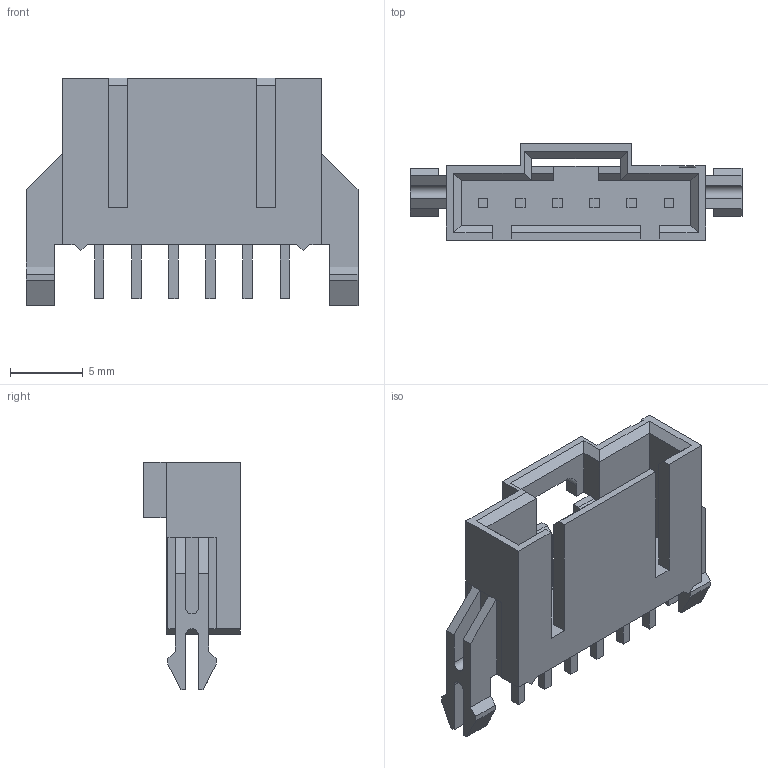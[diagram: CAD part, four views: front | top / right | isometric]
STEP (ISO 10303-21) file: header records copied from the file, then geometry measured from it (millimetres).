
FILE_DESCRIPTION((''),'2;1');
FILE_NAME('705410005','2014-04-18T',('me'),(''),'PRO/ENGINEER BY PARAMETRIC TECHNOLOGY CORPORATION, 2011490','PRO/ENGINEER BY PARAMETRIC TECHNOLOGY CORPORATION, 2011490','');
FILE_SCHEMA(('CONFIG_CONTROL_DESIGN'));
Length unit declared in the file: inch
Products named in the file (1): 705410005
Bounding box: 22.76 x 6.6 x 15.62 mm (x, y, z)
Volume: 652.1 mm3; surface area: 1376.3 mm2
Topology: 1 solids, 1 shells, 175 faces, 485 edges, 322 vertices
Faces by surface type: plane 169, cylinder 6
Entity records: 5514 total; most frequent: CARTESIAN_POINT 968, ORIENTED_EDGE 938, DIRECTION 869, EDGE_CURVE 469, VECTOR 455, LINE 455, VERTEX_POINT 306, AXIS2_PLACEMENT_3D 207
